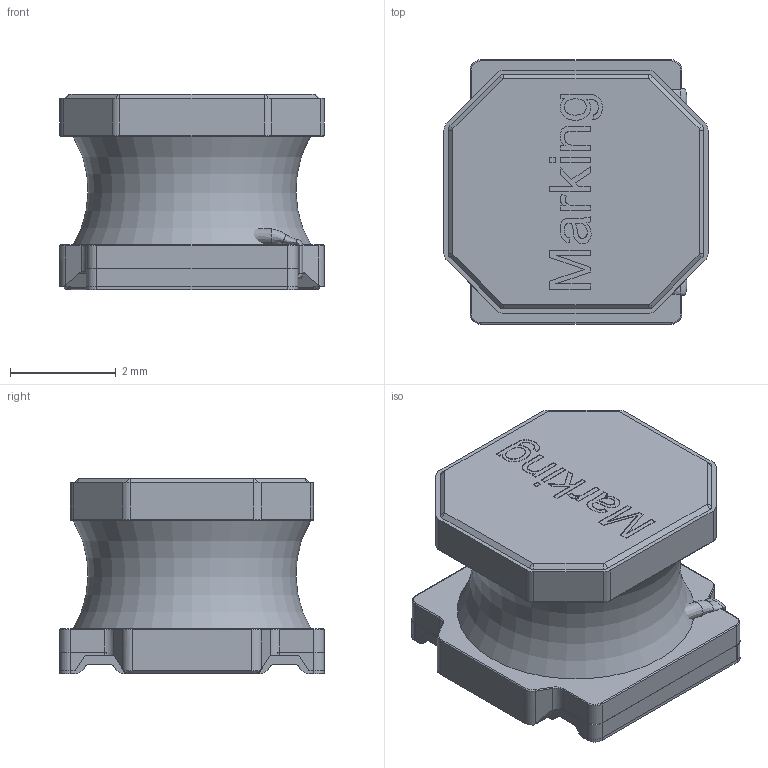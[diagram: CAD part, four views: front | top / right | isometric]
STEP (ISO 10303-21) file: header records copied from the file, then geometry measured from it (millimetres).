
FILE_DESCRIPTION(/* description */ ('Unknown'),/* implementation_level */ '2;1');
FILE_NAME(/* name */ '78404054xxx_5040',/* time_stamp */ '2020-06-30T07:55:57+02:00',/* author */ ('Unknown'),/* organization */ ('Unknown'),/* preprocessor_version */ 'ST-DEVELOPER v16.7',/* originating_system */ 'DEX',/* authorisation */ $);
FILE_SCHEMA (('AUTOMOTIVE_DESIGN {1 0 10303 214 3 1 1}'));
Length unit declared in the file: millimetre
Products named in the file (5): 78404054xxx_5040; housing; contact; spule; Glue
Assembly tree (4 placements, depth 2):
  78404054xxx_5040
    housing
    contact
    spule
    Glue
Bounding box: 5 x 5.01 x 3.71 mm (x, y, z)
Volume: 69.5 mm3; surface area: 321.6 mm2
Topology: 7 solids, 7 shells, 327 faces, 883 edges, 574 vertices
Faces by surface type: plane 167, cylinder 78, bspline 41, torus 21, cone 20
Full cylindrical faces by diameter (mm): 2.25 x2
Entity records: 13906 total; most frequent: CARTESIAN_POINT 4487, ORIENTED_EDGE 1680, DIRECTION 1493, EDGE_CURVE 840, VERTEX_POINT 560, AXIS2_PLACEMENT_3D 533, LINE 427, VECTOR 427
